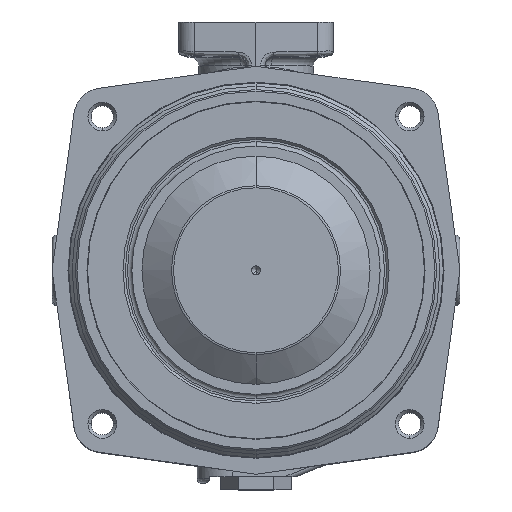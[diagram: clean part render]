
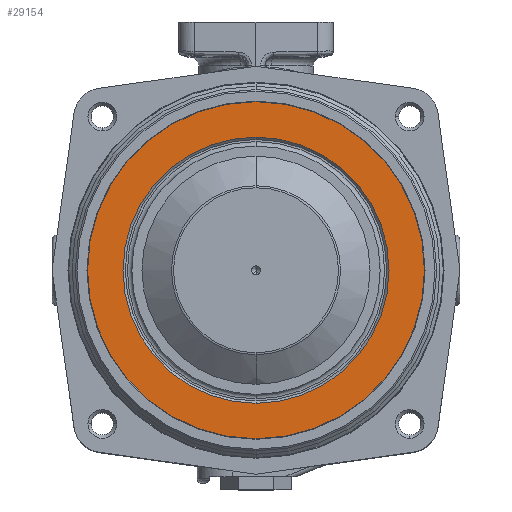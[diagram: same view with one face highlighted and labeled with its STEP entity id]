
A CAD part, top view. The second image highlights one B-rep face of the part: STEP entity #29154.
In plain terms, the highlighted planar face has unit normal (0, 0, 1).
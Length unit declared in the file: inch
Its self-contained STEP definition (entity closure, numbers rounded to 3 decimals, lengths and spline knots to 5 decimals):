
#28715=CARTESIAN_POINT('',(0.,0.,1.977));
#28716=DIRECTION('',(0.,0.,1.));
#28717=DIRECTION('',(0.,1.,0.));
#28718=AXIS2_PLACEMENT_3D('',#28715,#28716,#28717);
#28720=CARTESIAN_POINT('',(0.,0.,1.977));
#28721=DIRECTION('',(0.,0.,-1.));
#28722=DIRECTION('',(0.,1.,0.));
#28723=AXIS2_PLACEMENT_3D('',#28720,#28721,#28722);
#28725=CARTESIAN_POINT('',(0.,0.,1.977));
#28726=DIRECTION('',(0.,0.,1.));
#28727=DIRECTION('',(0.,1.,0.));
#28728=AXIS2_PLACEMENT_3D('',#28725,#28726,#28727);
#28806=CARTESIAN_POINT('',(0.,0.,1.977));
#28807=DIRECTION('',(0.,0.,-1.));
#28808=DIRECTION('',(0.,1.,0.));
#28809=AXIS2_PLACEMENT_3D('',#28806,#28807,#28808);
#28980=CARTESIAN_POINT('',(0.,1.875,1.977));
#28982=VERTEX_POINT('',#28980);
#28983=CARTESIAN_POINT('',(0.,2.375,1.977));
#28985=VERTEX_POINT('',#28983);
#29000=CARTESIAN_POINT('',(0.,-1.875,1.977));
#29002=VERTEX_POINT('',#29000);
#29003=CARTESIAN_POINT('',(0.,-2.375,1.977));
#29005=VERTEX_POINT('',#29003);
#29138=CARTESIAN_POINT('',(0.,0.,1.977));
#29139=DIRECTION('',(0.,0.,1.));
#29140=DIRECTION('',(0.,1.,0.));
#29141=AXIS2_PLACEMENT_3D('',#29138,#29139,#29140);
#29142=PLANE('',#29141);
#29144=ORIENTED_EDGE('',*,*,#29143,.T.);
#29146=ORIENTED_EDGE('',*,*,#29145,.F.);
#29147=EDGE_LOOP('',(#29144,#29146));
#29148=FACE_OUTER_BOUND('',#29147,.F.);
#29149=ORIENTED_EDGE('',*,*,#29133,.T.);
#29151=ORIENTED_EDGE('',*,*,#29150,.F.);
#29152=EDGE_LOOP('',(#29149,#29151));
#29153=FACE_BOUND('',#29152,.F.);
#28719=CIRCLE('',#28718,1.875);
#28724=CIRCLE('',#28723,1.875);
#28729=CIRCLE('',#28728,2.375);
#28810=CIRCLE('',#28809,2.375);
#29133=EDGE_CURVE('',#28982,#29002,#28719,.T.);
#29143=EDGE_CURVE('',#28985,#29005,#28810,.T.);
#29145=EDGE_CURVE('',#28985,#29005,#28729,.T.);
#29150=EDGE_CURVE('',#28982,#29002,#28724,.T.);
#29154=ADVANCED_FACE('',(#29148,#29153),#29142,.T.);
